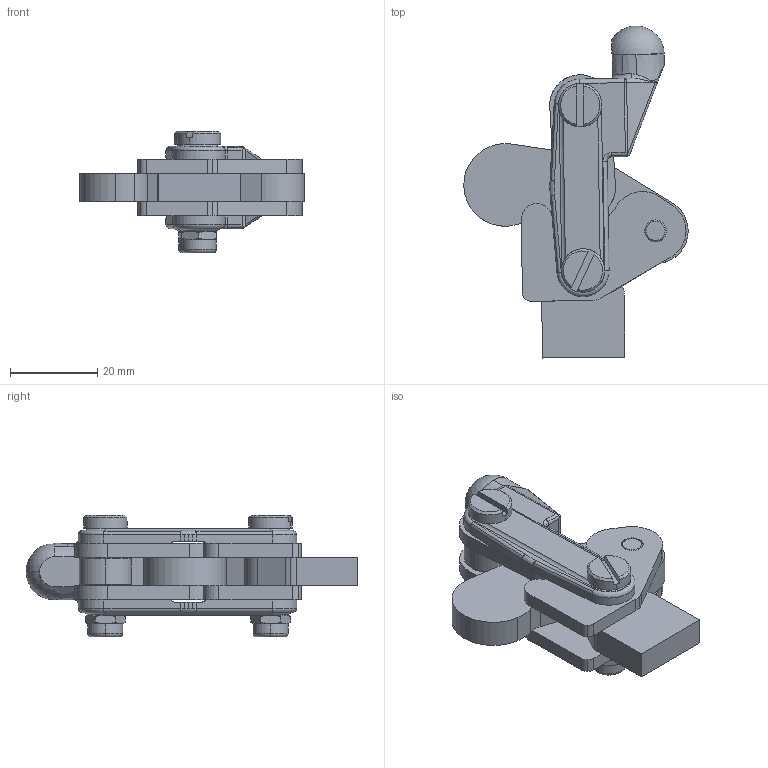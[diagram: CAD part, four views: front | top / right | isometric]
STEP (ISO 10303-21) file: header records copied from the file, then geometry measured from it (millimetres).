
FILE_DESCRIPTION((''),'2;1');
FILE_NAME('611.stp','2005-09-01T12:06:15',('CAD'),(''),'Autodesk Inventor 8','Autodesk Inventor 8','');
FILE_SCHEMA(('AUTOMOTIVE_DESIGN { 1 0 10303 214 1 1 1 1 }'));
Length unit declared in the file: millimetre
Products named in the file (1): Part69
Bounding box: 51.56 x 76.28 x 28 mm (x, y, z)
Volume: 24590.8 mm3; surface area: 10497.6 mm2
Topology: 1 solids, 104 shells, 808 faces, 1704 edges, 1088 vertices
Faces by surface type: plane 497, bspline 128, cylinder 98, cone 65, sphere 16, torus 4
Entity records: 25269 total; most frequent: CARTESIAN_POINT 8311, DIRECTION 3538, ORIENTED_EDGE 3376, EDGE_CURVE 1688, AXIS2_PLACEMENT_3D 1253, VERTEX_POINT 1084, VECTOR 1032, LINE 1032
